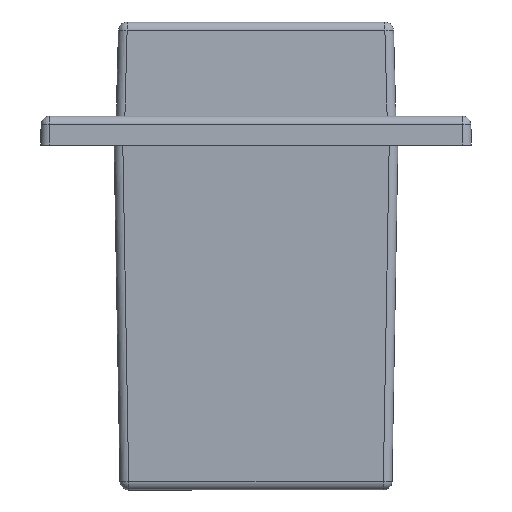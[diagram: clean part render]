
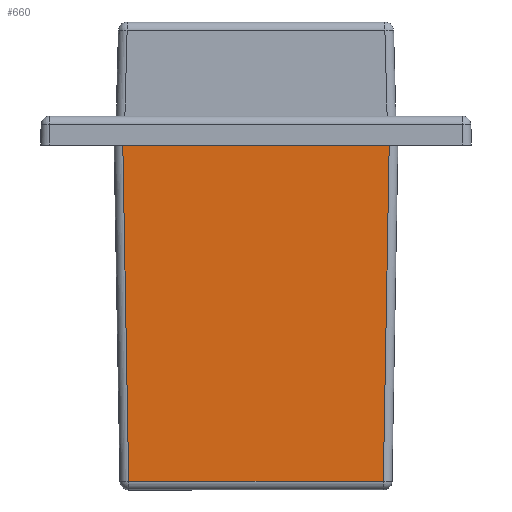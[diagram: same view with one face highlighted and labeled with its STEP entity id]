
A CAD part, left-side view. The second image highlights one B-rep face of the part: STEP entity #660.
In plain terms, the highlighted planar face has unit normal (-1, 0, -0.018).
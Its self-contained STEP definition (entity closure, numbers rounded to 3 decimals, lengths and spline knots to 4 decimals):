
#156 = DIRECTION ( 'NONE',  ( -0.017, -0.017, 1. ) ) ;
#660 = ADVANCED_FACE ( 'NONE', ( #109010 ), #63869, .T. ) ;
#7327 = DIRECTION ( 'NONE',  ( 0.017, -0.017, -1. ) ) ;
#11115 = ORIENTED_EDGE ( 'NONE', *, *, #110661, .T. ) ;
#12777 = LINE ( 'NONE', #13371, #13112 ) ;
#13112 = VECTOR ( 'NONE', #75142, 39.3701 ) ;
#13371 = CARTESIAN_POINT ( 'NONE',  ( -0.3367, -0.2298, 0.432 ) ) ;
#14070 = CARTESIAN_POINT ( 'NONE',  ( -0.3168, 0.6809, -0.703 ) ) ;
#17849 = VERTEX_POINT ( 'NONE', #50505 ) ;
#18756 = DIRECTION ( 'NONE',  ( 0.017, 0., -1. ) ) ;
#19083 = VECTOR ( 'NONE', #103405, 39.3701 ) ;
#20093 = VERTEX_POINT ( 'NONE', #74978 ) ;
#29174 = ORIENTED_EDGE ( 'NONE', *, *, #87559, .T. ) ;
#30093 = VERTEX_POINT ( 'NONE', #53384 ) ;
#31004 = CARTESIAN_POINT ( 'NONE',  ( -0.3164, -0.2298, -0.7277 ) ) ;
#38141 = CARTESIAN_POINT ( 'NONE',  ( -0.3367, -0.2194, 0.4326 ) ) ;
#44055 = VERTEX_POINT ( 'NONE', #70106 ) ;
#50505 = CARTESIAN_POINT ( 'NONE',  ( -0.3367, -0.2193, 0.432 ) ) ;
#53384 = CARTESIAN_POINT ( 'NONE',  ( -0.3367, 0.7007, 0.432 ) ) ;
#56142 = CARTESIAN_POINT ( 'NONE',  ( -0.3171, -0.2298, -0.6871 ) ) ;
#59112 = VECTOR ( 'NONE', #156, 39.3701 ) ;
#63712 = LINE ( 'NONE', #14070, #96654 ) ;
#63869 = PLANE ( 'NONE',  #81662 ) ;
#67501 = EDGE_LOOP ( 'NONE', ( #71824, #84078, #11115, #29174 ) ) ;
#70106 = CARTESIAN_POINT ( 'NONE',  ( -0.3164, -0.1991, -0.7277 ) ) ;
#71824 = ORIENTED_EDGE ( 'NONE', *, *, #81316, .F. ) ;
#74978 = CARTESIAN_POINT ( 'NONE',  ( -0.3164, 0.6804, -0.7277 ) ) ;
#75142 = DIRECTION ( 'NONE',  ( 0., -1., 0. ) ) ;
#81316 = EDGE_CURVE ( 'NONE', #30093, #17849, #12777, .T. ) ;
#81488 = LINE ( 'NONE', #38141, #59112 ) ;
#81662 = AXIS2_PLACEMENT_3D ( 'NONE', #56142, #100091, #18756 ) ;
#84078 = ORIENTED_EDGE ( 'NONE', *, *, #84704, .T. ) ;
#84704 = EDGE_CURVE ( 'NONE', #30093, #20093, #63712, .T. ) ;
#87559 = EDGE_CURVE ( 'NONE', #44055, #17849, #81488, .T. ) ;
#96654 = VECTOR ( 'NONE', #7327, 39.3701 ) ;
#100091 = DIRECTION ( 'NONE',  ( -1., 0., -0.017 ) ) ;
#103405 = DIRECTION ( 'NONE',  ( 0., -1., 0. ) ) ;
#109010 = FACE_OUTER_BOUND ( 'NONE', #67501, .T. ) ;
#110661 = EDGE_CURVE ( 'NONE', #20093, #44055, #112327, .T. ) ;
#112327 = LINE ( 'NONE', #31004, #19083 ) ;
